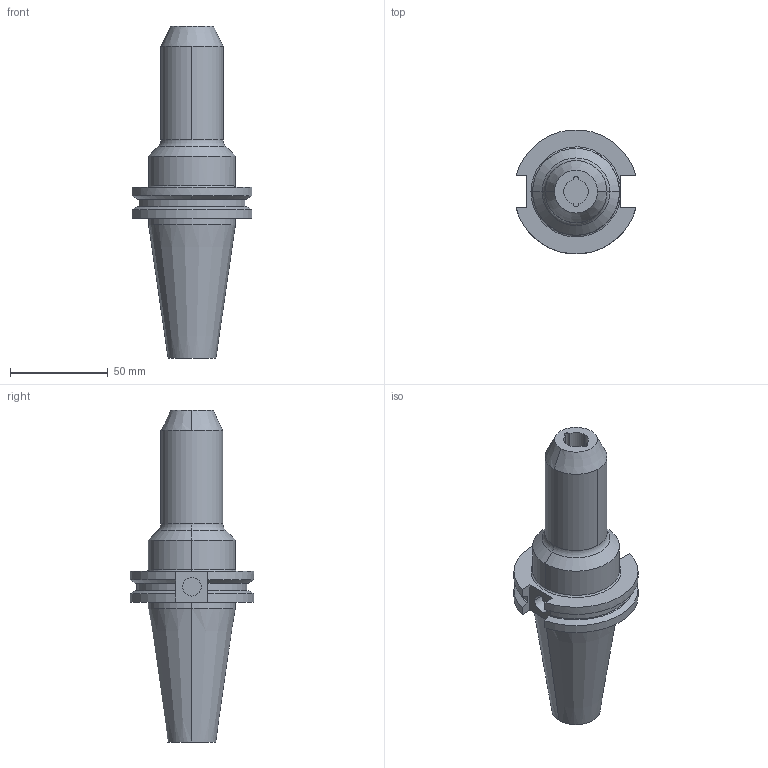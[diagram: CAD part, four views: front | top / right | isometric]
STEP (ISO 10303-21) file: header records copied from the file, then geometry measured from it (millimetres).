
FILE_DESCRIPTION (( 'STEP AP203' ), '1' );
FILE_NAME ('STP-SATE-22917-4-AD+B-2.STEP', '2018-08-23T02:00:07', ( '' ), ( '' ), 'SwSTEP 2.0', 'SolidWorks 2015', '' );
FILE_SCHEMA (( 'CONFIG_CONTROL_DESIGN' ));
Length unit declared in the file: millimetre
Products named in the file (1): STP-SATE-22917-4-AD+B-2
Bounding box: 61.35 x 63.38 x 169.85 mm (x, y, z)
Volume: 177641.4 mm3; surface area: 28826.6 mm2
Topology: 1 solids, 1 shells, 65 faces, 163 edges, 104 vertices
Faces by surface type: cylinder 29, plane 18, cone 13, bspline 3, torus 2
Entity records: 2318 total; most frequent: CARTESIAN_POINT 663, DIRECTION 350, ORIENTED_EDGE 322, EDGE_CURVE 161, AXIS2_PLACEMENT_3D 140, VERTEX_POINT 104, CIRCLE 77, EDGE_LOOP 71
